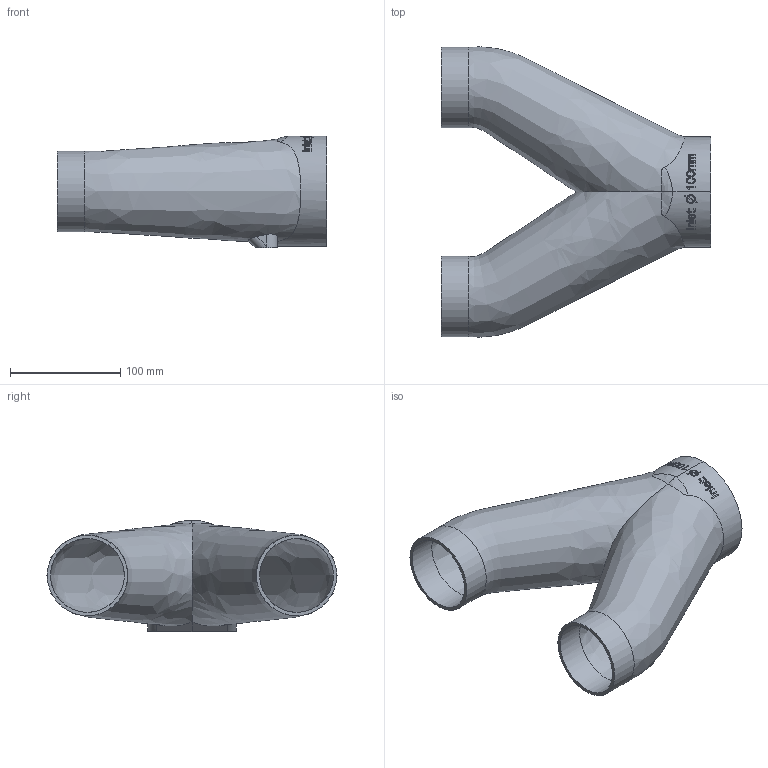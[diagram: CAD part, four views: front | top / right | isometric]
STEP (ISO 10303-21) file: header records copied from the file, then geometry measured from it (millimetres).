
FILE_DESCRIPTION(/* description */ ('','CAx-IF Rec.Pracs.---Representation and Presentation of Product Manufacturing Information (PMI)---4.0---2014-10-13'),/* implementation_level */ '2;1');
FILE_NAME(/* name */ 'MK2_Y-inlet-100mm_REV2.stp',/* time_stamp */ '2025-01-15T19:28:10+01:00',/* author */ ('Capturing Dust'),/* organization */ ('Makerr.Studio'),/* preprocessor_version */ 'ST-DEVELOPER v18.1',/* originating_system */ 'Autodesk Inventor 2021',/* authorisation */ '');
FILE_SCHEMA (('AP242_MANAGED_MODEL_BASED_3D_ENGINEERING_MIM_LF { 1 0 10303 442 1 1 4 }'));
Length unit declared in the file: millimetre
Products named in the file (1): MK2_Y-inlet-100mm_REV2
Bounding box: 245 x 263.59 x 101 mm (x, y, z)
Volume: 350826.7 mm3; surface area: 228500.8 mm2
Topology: 2 solids, 2 shells, 200 faces, 536 edges, 358 vertices
Faces by surface type: bspline 89, plane 81, cylinder 30
Full cylindrical faces by diameter (mm): 10 x2, 67 x2, 73 x2
Entity records: 11515 total; most frequent: CARTESIAN_POINT 7005, ORIENTED_EDGE 1072, DIRECTION 626, EDGE_CURVE 536, VERTEX_POINT 358, LINE 254, VECTOR 254, EDGE_LOOP 222
